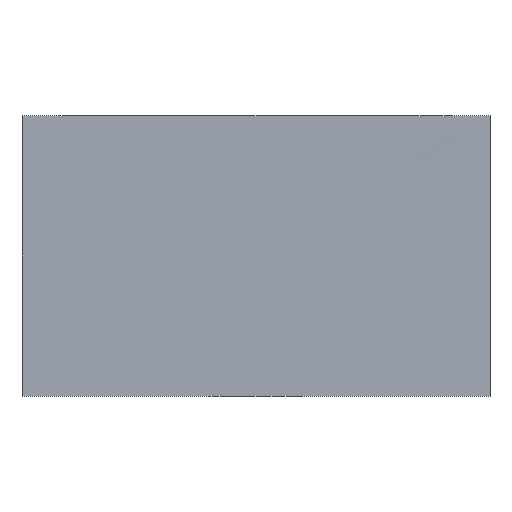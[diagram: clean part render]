
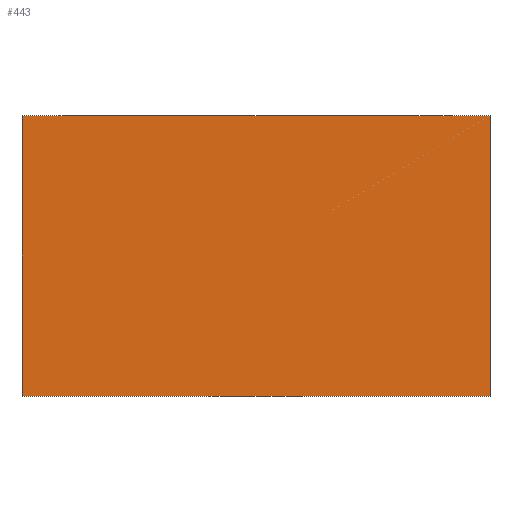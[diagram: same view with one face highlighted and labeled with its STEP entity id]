
A CAD part, front view. The second image highlights one B-rep face of the part: STEP entity #443.
In plain terms, the highlighted planar face has unit normal (0, -1, 0).
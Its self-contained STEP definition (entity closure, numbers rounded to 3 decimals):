
#133=CARTESIAN_POINT('Line Origine',(0.,0.,7.5)) ;
#137=CARTESIAN_POINT('Vertex',(0.,0.,15.)) ;
#139=CARTESIAN_POINT('Vertex',(0.,0.,0.)) ;
#196=CARTESIAN_POINT('Line Origine',(12.5,0.,15.)) ;
#200=CARTESIAN_POINT('Vertex',(25.,0.,15.)) ;
#420=CARTESIAN_POINT('Axis2P3D Location',(0.,0.,0.)) ;
#425=CARTESIAN_POINT('Line Origine',(12.5,0.,0.)) ;
#429=CARTESIAN_POINT('Vertex',(25.,0.,0.)) ;
#432=CARTESIAN_POINT('Line Origine',(25.,0.,7.5)) ;
#135=VECTOR('Line Direction',#134,1.) ;
#198=VECTOR('Line Direction',#197,1.) ;
#427=VECTOR('Line Direction',#426,1.) ;
#434=VECTOR('Line Direction',#433,1.) ;
#134=DIRECTION('Vector Direction',(0.,0.,1.)) ;
#197=DIRECTION('Vector Direction',(1.,0.,0.)) ;
#421=DIRECTION('Axis2P3D Direction',(0.,1.,0.)) ;
#422=DIRECTION('Axis2P3D XDirection',(0.,0.,1.)) ;
#426=DIRECTION('Vector Direction',(1.,0.,0.)) ;
#433=DIRECTION('Vector Direction',(0.,0.,1.)) ;
#423=AXIS2_PLACEMENT_3D('Plane Axis2P3D',#420,#421,#422) ;
#136=LINE('Line',#133,#135) ;
#199=LINE('Line',#196,#198) ;
#428=LINE('Line',#425,#427) ;
#435=LINE('Line',#432,#434) ;
#424=PLANE('',#423) ;
#141=EDGE_CURVE('',#138,#140,#136,.F.) ;
#202=EDGE_CURVE('',#138,#201,#199,.T.) ;
#431=EDGE_CURVE('',#140,#430,#428,.T.) ;
#436=EDGE_CURVE('',#201,#430,#435,.F.) ;
#437=EDGE_LOOP('',(#438,#439,#440,#441)) ;
#438=ORIENTED_EDGE('',*,*,#202,.F.) ;
#439=ORIENTED_EDGE('',*,*,#141,.T.) ;
#440=ORIENTED_EDGE('',*,*,#431,.T.) ;
#441=ORIENTED_EDGE('',*,*,#436,.F.) ;
#138=VERTEX_POINT('',#137) ;
#140=VERTEX_POINT('',#139) ;
#201=VERTEX_POINT('',#200) ;
#430=VERTEX_POINT('',#429) ;
#443=ADVANCED_FACE('Hauptk\X2\00F6\X0\rper',(#442),#424,.F.) ;
#442=FACE_OUTER_BOUND('',#437,.T.) ;
